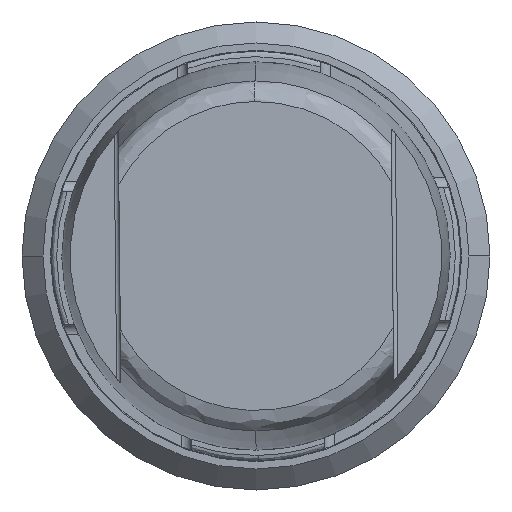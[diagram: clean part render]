
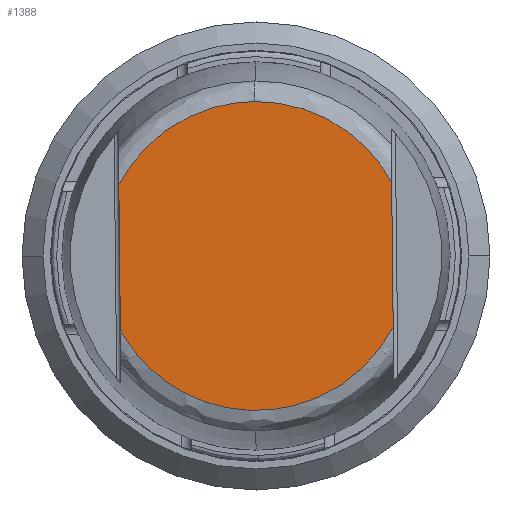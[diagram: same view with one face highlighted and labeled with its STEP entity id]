
A CAD part, left-side view. The second image highlights one B-rep face of the part: STEP entity #1388.
In plain terms, the highlighted planar face has unit normal (-1, 0, 0).
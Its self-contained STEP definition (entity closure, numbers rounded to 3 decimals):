
#84 = CARTESIAN_POINT ( 'NONE',  ( -19.95, -6.463, 3.52 ) ) ;
#232 = VERTEX_POINT ( 'NONE', #9542 ) ;
#764 =( BOUNDED_CURVE ( )  B_SPLINE_CURVE ( 3, ( #5097, #10453, #13251, #17366 ),
 .UNSPECIFIED., .F., .T. ) 
 B_SPLINE_CURVE_WITH_KNOTS ( ( 4, 4 ),
 ( 0., 0.5 ),
 .UNSPECIFIED. ) 
 CURVE ( )  GEOMETRIC_REPRESENTATION_ITEM ( )  RATIONAL_B_SPLINE_CURVE ( ( 1., 0.905, 0.905, 1. ) ) 
 REPRESENTATION_ITEM ( '' )  );
#1153 = CARTESIAN_POINT ( 'NONE',  ( -19.95, -6.463, 3.52 ) ) ;
#1388 = ADVANCED_FACE ( 'NONE', ( #3204 ), #6258, .T. ) ;
#1630 = LINE ( 'NONE', #10944, #9678 ) ;
#2286 = CARTESIAN_POINT ( 'NONE',  ( -19.95, 3.255, -9.411 ) ) ;
#3204 = FACE_OUTER_BOUND ( 'NONE', #12766, .T. ) ;
#3235 = EDGE_CURVE ( 'NONE', #232, #10235, #17648, .T. ) ;
#3352 = EDGE_CURVE ( 'NONE', #10615, #10588, #1630, .T. ) ;
#5097 = CARTESIAN_POINT ( 'NONE',  ( -19.95, 6.536, 3.382 ) ) ;
#5272 = ORIENTED_EDGE ( 'NONE', *, *, #11111, .F. ) ;
#6258 = PLANE ( 'NONE',  #7645 ) ;
#6480 = DIRECTION ( 'NONE',  ( -1., 0., 0. ) ) ;
#6606 = CARTESIAN_POINT ( 'NONE',  ( -19.95, 6.463, -3.52 ) ) ;
#6754 = VERTEX_POINT ( 'NONE', #14246 ) ;
#7645 = AXIS2_PLACEMENT_3D ( 'NONE', #9079, #6480, #7868 ) ;
#7842 = CARTESIAN_POINT ( 'NONE',  ( -19.95, 6.463, -3.52 ) ) ;
#7868 = DIRECTION ( 'NONE',  ( 0., 0., 1. ) ) ;
#8393 = CARTESIAN_POINT ( 'NONE',  ( -19.95, -5.127, 5.974 ) ) ;
#9079 = CARTESIAN_POINT ( 'NONE',  ( -19.95, 5.729, -0.061 ) ) ;
#9395 = CARTESIAN_POINT ( 'NONE',  ( -19.95, 6.433, -6.39 ) ) ;
#9542 = CARTESIAN_POINT ( 'NONE',  ( -19.95, 6.536, 3.382 ) ) ;
#9678 = VECTOR ( 'NONE', #12270, 1000. ) ;
#10235 = VERTEX_POINT ( 'NONE', #6606 ) ;
#10249 = ORIENTED_EDGE ( 'NONE', *, *, #11946, .F. ) ;
#10453 = CARTESIAN_POINT ( 'NONE',  ( -19.95, 5.252, 5.864 ) ) ;
#10588 = VERTEX_POINT ( 'NONE', #1153 ) ;
#10615 = VERTEX_POINT ( 'NONE', #12093 ) ;
#10662 = VECTOR ( 'NONE', #15081, 1000. ) ;
#10944 = CARTESIAN_POINT ( 'NONE',  ( -19.95, -6.435, 6.197 ) ) ;
#11111 = EDGE_CURVE ( 'NONE', #10615, #10235, #15210, .T. ) ;
#11127 = CARTESIAN_POINT ( 'NONE',  ( -19.95, -2.717, 7.388 ) ) ;
#11873 =( BOUNDED_CURVE ( )  B_SPLINE_CURVE ( 3, ( #13936, #11127, #8393, #84 ),
 .UNSPECIFIED., .F., .T. ) 
 B_SPLINE_CURVE_WITH_KNOTS ( ( 4, 4 ),
 ( 0.5, 1. ),
 .UNSPECIFIED. ) 
 CURVE ( )  GEOMETRIC_REPRESENTATION_ITEM ( )  RATIONAL_B_SPLINE_CURVE ( ( 1., 0.905, 0.905, 1. ) ) 
 REPRESENTATION_ITEM ( '' )  );
#11946 = EDGE_CURVE ( 'NONE', #232, #6754, #764, .T. ) ;
#12039 = ORIENTED_EDGE ( 'NONE', *, *, #16846, .F. ) ;
#12093 = CARTESIAN_POINT ( 'NONE',  ( -19.95, -6.536, -3.382 ) ) ;
#12270 = DIRECTION ( 'NONE',  ( 0., 0.011, 1. ) ) ;
#12766 = EDGE_LOOP ( 'NONE', ( #15145, #5272, #17552, #12039, #10249 ) ) ;
#13251 = CARTESIAN_POINT ( 'NONE',  ( -19.95, 2.872, 7.329 ) ) ;
#13936 = CARTESIAN_POINT ( 'NONE',  ( -19.95, 0.078, 7.359 ) ) ;
#14246 = CARTESIAN_POINT ( 'NONE',  ( -19.95, 0.078, 7.359 ) ) ;
#15081 = DIRECTION ( 'NONE',  ( 0., -0.011, -1. ) ) ;
#15145 = ORIENTED_EDGE ( 'NONE', *, *, #3235, .T. ) ;
#15210 =( BOUNDED_CURVE ( )  B_SPLINE_CURVE ( 3, ( #16128, #16009, #2286, #7842 ),
 .UNSPECIFIED., .F., .T. ) 
 B_SPLINE_CURVE_WITH_KNOTS ( ( 4, 4 ),
 ( 0., 1. ),
 .UNSPECIFIED. ) 
 CURVE ( )  GEOMETRIC_REPRESENTATION_ITEM ( )  RATIONAL_B_SPLINE_CURVE ( ( 1., 0.646, 0.646, 1. ) ) 
 REPRESENTATION_ITEM ( '' )  );
#16009 = CARTESIAN_POINT ( 'NONE',  ( -19.95, -3.453, -9.34 ) ) ;
#16128 = CARTESIAN_POINT ( 'NONE',  ( -19.95, -6.536, -3.382 ) ) ;
#16846 = EDGE_CURVE ( 'NONE', #6754, #10588, #11873, .T. ) ;
#17366 = CARTESIAN_POINT ( 'NONE',  ( -19.95, 0.078, 7.359 ) ) ;
#17552 = ORIENTED_EDGE ( 'NONE', *, *, #3352, .T. ) ;
#17648 = LINE ( 'NONE', #9395, #10662 ) ;
